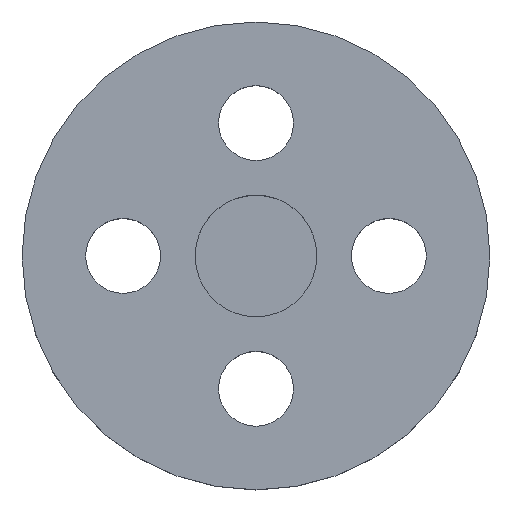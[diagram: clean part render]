
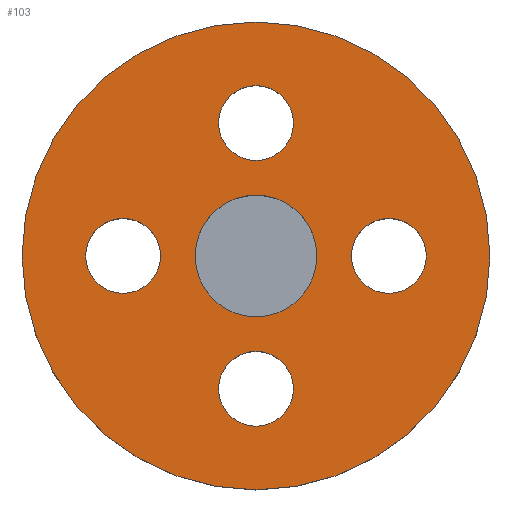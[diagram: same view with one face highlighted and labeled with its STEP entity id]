
A CAD part, top view. The second image highlights one B-rep face of the part: STEP entity #103.
In plain terms, the highlighted planar face has unit normal (0, 0, 1).
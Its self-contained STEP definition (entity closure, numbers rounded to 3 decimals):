
#103=ADVANCED_FACE('',(#194,#195,#196,#197,#198,#199),#125,.T.);
#125=PLANE('',#646);
#194=FACE_BOUND('',#236,.T.);
#195=FACE_BOUND('',#237,.T.);
#196=FACE_BOUND('',#238,.T.);
#197=FACE_BOUND('',#239,.T.);
#198=FACE_BOUND('',#240,.T.);
#199=FACE_BOUND('',#241,.T.);
#236=EDGE_LOOP('',(#330));
#237=EDGE_LOOP('',(#331));
#238=EDGE_LOOP('',(#332));
#239=EDGE_LOOP('',(#333));
#240=EDGE_LOOP('',(#334));
#241=EDGE_LOOP('',(#335));
#330=ORIENTED_EDGE('',*,*,#530,.F.);
#331=ORIENTED_EDGE('',*,*,#529,.T.);
#332=ORIENTED_EDGE('',*,*,#500,.F.);
#333=ORIENTED_EDGE('',*,*,#498,.F.);
#334=ORIENTED_EDGE('',*,*,#496,.F.);
#335=ORIENTED_EDGE('',*,*,#502,.F.);
#440=VERTEX_POINT('',#896);
#442=VERTEX_POINT('',#901);
#444=VERTEX_POINT('',#906);
#446=VERTEX_POINT('',#911);
#465=VERTEX_POINT('',#1022);
#466=VERTEX_POINT('',#1025);
#496=EDGE_CURVE('',#440,#440,#568,.T.);
#498=EDGE_CURVE('',#442,#442,#570,.T.);
#500=EDGE_CURVE('',#444,#444,#572,.T.);
#502=EDGE_CURVE('',#446,#446,#574,.T.);
#529=EDGE_CURVE('',#465,#465,#585,.T.);
#530=EDGE_CURVE('',#466,#466,#586,.T.);
#568=CIRCLE('',#614,2.);
#570=CIRCLE('',#617,2.);
#572=CIRCLE('',#620,2.);
#574=CIRCLE('',#623,2.);
#585=CIRCLE('',#643,12.5);
#586=CIRCLE('',#645,3.25);
#614=AXIS2_PLACEMENT_3D('',#895,#711,#712);
#617=AXIS2_PLACEMENT_3D('',#900,#717,#718);
#620=AXIS2_PLACEMENT_3D('',#905,#723,#724);
#623=AXIS2_PLACEMENT_3D('',#910,#729,#730);
#643=AXIS2_PLACEMENT_3D('',#1021,#777,#778);
#645=AXIS2_PLACEMENT_3D('',#1024,#781,#782);
#646=AXIS2_PLACEMENT_3D('',#1026,#783,#784);
#711=DIRECTION('',(0.,0.,1.));
#712=DIRECTION('',(1.,0.,0.));
#717=DIRECTION('',(0.,0.,1.));
#718=DIRECTION('',(1.,0.,0.));
#723=DIRECTION('',(0.,0.,1.));
#724=DIRECTION('',(1.,0.,0.));
#729=DIRECTION('',(0.,0.,1.));
#730=DIRECTION('',(1.,0.,0.));
#777=DIRECTION('',(0.,0.,1.));
#778=DIRECTION('',(1.,0.,0.));
#781=DIRECTION('',(0.,0.,1.));
#782=DIRECTION('',(1.,0.,0.));
#783=DIRECTION('',(0.,0.,1.));
#784=DIRECTION('',(1.,0.,0.));
#895=CARTESIAN_POINT('',(0.,-7.1,5.));
#896=CARTESIAN_POINT('',(2.,-7.1,5.));
#900=CARTESIAN_POINT('',(0.,7.1,5.));
#901=CARTESIAN_POINT('',(2.,7.1,5.));
#905=CARTESIAN_POINT('',(7.1,0.,5.));
#906=CARTESIAN_POINT('',(9.1,0.,5.));
#910=CARTESIAN_POINT('',(-7.1,0.,5.));
#911=CARTESIAN_POINT('',(-5.1,0.,5.));
#1021=CARTESIAN_POINT('',(0.,0.,5.));
#1022=CARTESIAN_POINT('',(12.5,0.,5.));
#1024=CARTESIAN_POINT('',(0.,0.,5.));
#1025=CARTESIAN_POINT('',(3.25,0.,5.));
#1026=CARTESIAN_POINT('',(3.55,0.,5.));
